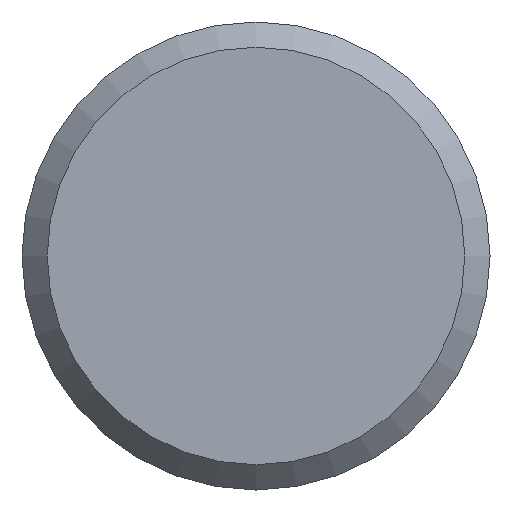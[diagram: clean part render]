
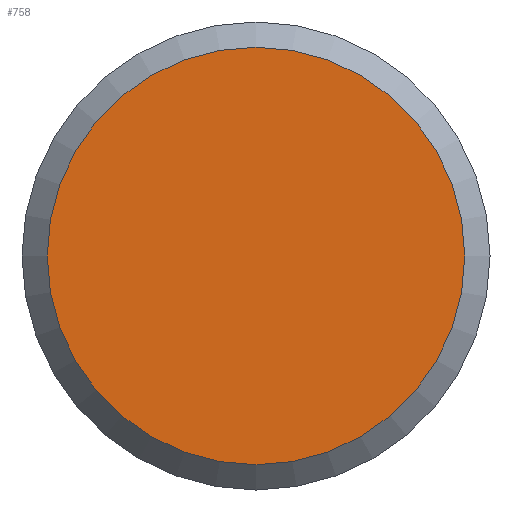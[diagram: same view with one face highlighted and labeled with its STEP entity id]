
A CAD part, front view. The second image highlights one B-rep face of the part: STEP entity #758.
In plain terms, the highlighted planar face has unit normal (0, -1, 0).
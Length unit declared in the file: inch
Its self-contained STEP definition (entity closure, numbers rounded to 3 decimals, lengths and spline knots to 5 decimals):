
#77 = CIRCLE ( 'NONE', #314, 0.2107 ) ;
#223 = EDGE_CURVE ( 'NONE', #561, #561, #77, .T. ) ;
#294 = CARTESIAN_POINT ( 'NONE',  ( 0., 0.2255, 0.2107 ) ) ;
#314 = AXIS2_PLACEMENT_3D ( 'NONE', #580, #395, #768 ) ;
#395 = DIRECTION ( 'NONE',  ( 0., -1., 0. ) ) ;
#529 = AXIS2_PLACEMENT_3D ( 'NONE', #625, #559, #628 ) ;
#559 = DIRECTION ( 'NONE',  ( 0., 1., 0. ) ) ;
#561 = VERTEX_POINT ( 'NONE', #294 ) ;
#580 = CARTESIAN_POINT ( 'NONE',  ( 0., 0.2255, 0. ) ) ;
#584 = FACE_OUTER_BOUND ( 'NONE', #778, .T. ) ;
#618 = PLANE ( 'NONE',  #529 ) ;
#625 = CARTESIAN_POINT ( 'NONE',  ( 0., 0.2255, 0. ) ) ;
#628 = DIRECTION ( 'NONE',  ( 0., 0., 1. ) ) ;
#646 = ORIENTED_EDGE ( 'NONE', *, *, #223, .T. ) ;
#758 = ADVANCED_FACE ( 'NONE', ( #584 ), #618, .F. ) ;
#768 = DIRECTION ( 'NONE',  ( 0., 0., 1. ) ) ;
#778 = EDGE_LOOP ( 'NONE', ( #646 ) ) ;
